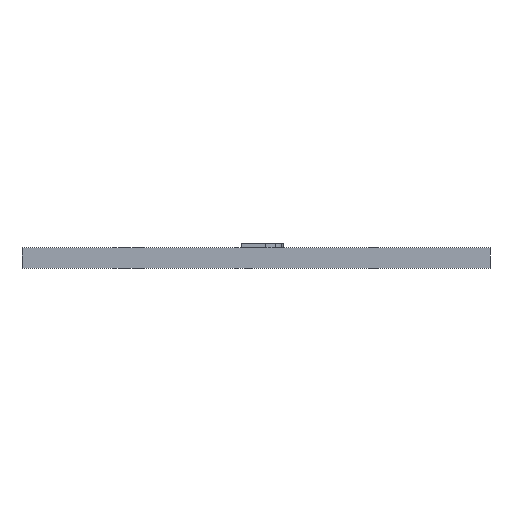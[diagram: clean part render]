
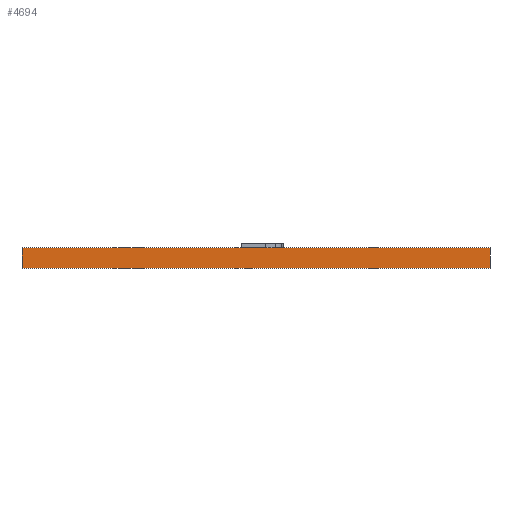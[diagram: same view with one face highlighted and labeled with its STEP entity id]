
A CAD part, front view. The second image highlights one B-rep face of the part: STEP entity #4694.
In plain terms, the highlighted planar face has unit normal (0, -1, 0).
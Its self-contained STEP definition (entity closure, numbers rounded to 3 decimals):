
#851=FACE_OUTER_BOUND('',#1124,.T.);
#1124=EDGE_LOOP('',(#4355,#4356,#4357,#4358));
#1190=LINE('',#6000,#1521);
#1461=LINE('',#9790,#1792);
#1462=LINE('',#9793,#1793);
#1463=LINE('',#9794,#1794);
#1521=VECTOR('',#4877,10.);
#1792=VECTOR('',#5282,10.);
#1793=VECTOR('',#5285,10.);
#1794=VECTOR('',#5286,10.);
#1871=VERTEX_POINT('',#5997);
#1872=VERTEX_POINT('',#5999);
#2264=VERTEX_POINT('',#9788);
#2265=VERTEX_POINT('',#9792);
#2378=EDGE_CURVE('',#1871,#1872,#1190,.T.);
#2967=EDGE_CURVE('',#2264,#1872,#1461,.T.);
#2968=EDGE_CURVE('',#2265,#2264,#1462,.T.);
#2969=EDGE_CURVE('',#2265,#1871,#1463,.T.);
#4355=ORIENTED_EDGE('',*,*,#2968,.T.);
#4356=ORIENTED_EDGE('',*,*,#2967,.T.);
#4357=ORIENTED_EDGE('',*,*,#2378,.F.);
#4358=ORIENTED_EDGE('',*,*,#2969,.F.);
#4442=PLANE('',#4791);
#4694=ADVANCED_FACE('',(#851),#4442,.T.);
#4791=AXIS2_PLACEMENT_3D('',#9791,#5283,#5284);
#4877=DIRECTION('',(1.,0.,0.));
#5282=DIRECTION('',(0.,0.,1.));
#5283=DIRECTION('center_axis',(0.,-1.,0.));
#5284=DIRECTION('ref_axis',(1.,0.,0.));
#5285=DIRECTION('',(1.,0.,0.));
#5286=DIRECTION('',(0.,0.,1.));
#5997=CARTESIAN_POINT('',(0.,0.,5.));
#5999=CARTESIAN_POINT('',(114.3,0.,5.));
#6000=CARTESIAN_POINT('',(0.,0.,5.));
#9788=CARTESIAN_POINT('',(114.3,0.,0.));
#9790=CARTESIAN_POINT('',(114.3,0.,0.));
#9791=CARTESIAN_POINT('Origin',(0.,0.,0.));
#9792=CARTESIAN_POINT('',(0.,0.,0.));
#9793=CARTESIAN_POINT('',(0.,0.,0.));
#9794=CARTESIAN_POINT('',(0.,0.,0.));
